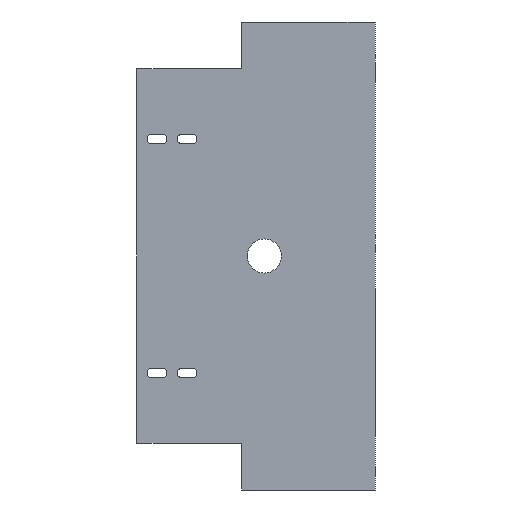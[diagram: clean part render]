
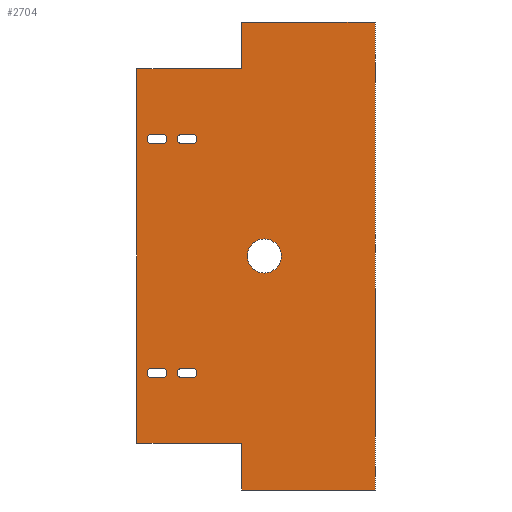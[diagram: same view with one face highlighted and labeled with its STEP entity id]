
A CAD part, left-side view. The second image highlights one B-rep face of the part: STEP entity #2704.
In plain terms, the highlighted planar face has unit normal (-1, 0, 0).
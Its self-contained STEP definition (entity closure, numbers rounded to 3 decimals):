
#53=FACE_BOUND('',#460,.T.);
#54=FACE_BOUND('',#461,.T.);
#55=FACE_BOUND('',#462,.T.);
#56=FACE_BOUND('',#463,.T.);
#57=FACE_BOUND('',#464,.T.);
#147=PLANE('',#2961);
#284=FACE_OUTER_BOUND('',#459,.T.);
#459=EDGE_LOOP('',(#2492,#2493,#2494,#2495,#2496,#2497,#2498,#2499));
#460=EDGE_LOOP('',(#2500,#2501,#2502,#2503));
#461=EDGE_LOOP('',(#2504,#2505,#2506,#2507));
#462=EDGE_LOOP('',(#2508,#2509,#2510,#2511));
#463=EDGE_LOOP('',(#2512,#2513,#2514,#2515));
#464=EDGE_LOOP('',(#2516));
#501=LINE('',#3827,#777);
#507=LINE('',#3841,#783);
#520=LINE('',#3869,#796);
#605=LINE('',#4135,#881);
#607=LINE('',#4139,#883);
#645=LINE('',#4254,#921);
#696=LINE('',#4391,#972);
#700=LINE('',#4401,#976);
#706=LINE('',#4415,#982);
#710=LINE('',#4425,#986);
#716=LINE('',#4439,#992);
#720=LINE('',#4449,#996);
#726=LINE('',#4463,#1002);
#730=LINE('',#4473,#1006);
#739=LINE('',#4494,#1015);
#740=LINE('',#4496,#1016);
#777=VECTOR('',#3056,10.);
#783=VECTOR('',#3066,10.);
#796=VECTOR('',#3083,10.);
#881=VECTOR('',#3312,10.);
#883=VECTOR('',#3316,10.);
#921=VECTOR('',#3432,10.);
#972=VECTOR('',#3585,10.);
#976=VECTOR('',#3599,10.);
#982=VECTOR('',#3615,10.);
#986=VECTOR('',#3629,10.);
#992=VECTOR('',#3645,10.);
#996=VECTOR('',#3659,10.);
#1002=VECTOR('',#3675,10.);
#1006=VECTOR('',#3689,10.);
#1015=VECTOR('',#3720,10.);
#1016=VECTOR('',#3723,10.);
#1110=CIRCLE('',#2911,1.786);
#1111=CIRCLE('',#2917,1.786);
#1112=CIRCLE('',#2921,1.786);
#1113=CIRCLE('',#2927,1.786);
#1114=CIRCLE('',#2931,1.786);
#1115=CIRCLE('',#2937,1.786);
#1116=CIRCLE('',#2941,1.786);
#1117=CIRCLE('',#2947,1.786);
#1118=CIRCLE('',#2958,6.477);
#1153=VERTEX_POINT('',#3824);
#1154=VERTEX_POINT('',#3826);
#1159=VERTEX_POINT('',#3839);
#1160=VERTEX_POINT('',#3840);
#1172=VERTEX_POINT('',#3866);
#1173=VERTEX_POINT('',#3868);
#1282=VERTEX_POINT('',#4133);
#1283=VERTEX_POINT('',#4137);
#1354=VERTEX_POINT('',#4382);
#1355=VERTEX_POINT('',#4384);
#1356=VERTEX_POINT('',#4390);
#1357=VERTEX_POINT('',#4397);
#1358=VERTEX_POINT('',#4406);
#1359=VERTEX_POINT('',#4408);
#1360=VERTEX_POINT('',#4414);
#1361=VERTEX_POINT('',#4421);
#1362=VERTEX_POINT('',#4430);
#1363=VERTEX_POINT('',#4432);
#1364=VERTEX_POINT('',#4438);
#1365=VERTEX_POINT('',#4445);
#1366=VERTEX_POINT('',#4454);
#1367=VERTEX_POINT('',#4456);
#1368=VERTEX_POINT('',#4462);
#1369=VERTEX_POINT('',#4469);
#1370=VERTEX_POINT('',#4490);
#1419=EDGE_CURVE('',#1154,#1153,#501,.T.);
#1425=EDGE_CURVE('',#1159,#1160,#507,.T.);
#1438=EDGE_CURVE('',#1172,#1173,#520,.T.);
#1572=EDGE_CURVE('',#1160,#1282,#605,.T.);
#1574=EDGE_CURVE('',#1283,#1282,#607,.T.);
#1632=EDGE_CURVE('',#1172,#1154,#645,.T.);
#1697=EDGE_CURVE('',#1355,#1354,#1110,.T.);
#1700=EDGE_CURVE('',#1356,#1355,#696,.T.);
#1703=EDGE_CURVE('',#1357,#1356,#1111,.T.);
#1705=EDGE_CURVE('',#1354,#1357,#700,.T.);
#1709=EDGE_CURVE('',#1359,#1358,#1112,.T.);
#1712=EDGE_CURVE('',#1360,#1359,#706,.T.);
#1715=EDGE_CURVE('',#1361,#1360,#1113,.T.);
#1717=EDGE_CURVE('',#1358,#1361,#710,.T.);
#1721=EDGE_CURVE('',#1363,#1362,#1114,.T.);
#1724=EDGE_CURVE('',#1364,#1363,#716,.T.);
#1727=EDGE_CURVE('',#1365,#1364,#1115,.T.);
#1729=EDGE_CURVE('',#1362,#1365,#720,.T.);
#1733=EDGE_CURVE('',#1367,#1366,#1116,.T.);
#1736=EDGE_CURVE('',#1368,#1367,#726,.T.);
#1739=EDGE_CURVE('',#1369,#1368,#1117,.T.);
#1741=EDGE_CURVE('',#1366,#1369,#730,.T.);
#1750=EDGE_CURVE('',#1370,#1370,#1118,.T.);
#1751=EDGE_CURVE('',#1159,#1153,#739,.T.);
#1752=EDGE_CURVE('',#1283,#1173,#740,.T.);
#2492=ORIENTED_EDGE('',*,*,#1419,.T.);
#2493=ORIENTED_EDGE('',*,*,#1751,.F.);
#2494=ORIENTED_EDGE('',*,*,#1425,.T.);
#2495=ORIENTED_EDGE('',*,*,#1572,.T.);
#2496=ORIENTED_EDGE('',*,*,#1574,.F.);
#2497=ORIENTED_EDGE('',*,*,#1752,.T.);
#2498=ORIENTED_EDGE('',*,*,#1438,.F.);
#2499=ORIENTED_EDGE('',*,*,#1632,.T.);
#2500=ORIENTED_EDGE('',*,*,#1703,.T.);
#2501=ORIENTED_EDGE('',*,*,#1700,.T.);
#2502=ORIENTED_EDGE('',*,*,#1697,.T.);
#2503=ORIENTED_EDGE('',*,*,#1705,.T.);
#2504=ORIENTED_EDGE('',*,*,#1715,.T.);
#2505=ORIENTED_EDGE('',*,*,#1712,.T.);
#2506=ORIENTED_EDGE('',*,*,#1709,.T.);
#2507=ORIENTED_EDGE('',*,*,#1717,.T.);
#2508=ORIENTED_EDGE('',*,*,#1727,.T.);
#2509=ORIENTED_EDGE('',*,*,#1724,.T.);
#2510=ORIENTED_EDGE('',*,*,#1721,.T.);
#2511=ORIENTED_EDGE('',*,*,#1729,.T.);
#2512=ORIENTED_EDGE('',*,*,#1739,.T.);
#2513=ORIENTED_EDGE('',*,*,#1736,.T.);
#2514=ORIENTED_EDGE('',*,*,#1733,.T.);
#2515=ORIENTED_EDGE('',*,*,#1741,.T.);
#2516=ORIENTED_EDGE('',*,*,#1750,.T.);
#2704=ADVANCED_FACE('',(#284,#53,#54,#55,#56,#57),#147,.T.);
#2911=AXIS2_PLACEMENT_3D('',#4385,#3577,#3578);
#2917=AXIS2_PLACEMENT_3D('',#4398,#3594,#3595);
#2921=AXIS2_PLACEMENT_3D('',#4409,#3607,#3608);
#2927=AXIS2_PLACEMENT_3D('',#4422,#3624,#3625);
#2931=AXIS2_PLACEMENT_3D('',#4433,#3637,#3638);
#2937=AXIS2_PLACEMENT_3D('',#4446,#3654,#3655);
#2941=AXIS2_PLACEMENT_3D('',#4457,#3667,#3668);
#2947=AXIS2_PLACEMENT_3D('',#4470,#3684,#3685);
#2958=AXIS2_PLACEMENT_3D('',#4492,#3716,#3717);
#2961=AXIS2_PLACEMENT_3D('',#4497,#3724,#3725);
#3056=DIRECTION('',(0.,1.,0.));
#3066=DIRECTION('',(0.,-1.,0.));
#3083=DIRECTION('',(0.,-1.,0.));
#3312=DIRECTION('',(0.,0.,-1.));
#3316=DIRECTION('',(0.,1.,0.));
#3432=DIRECTION('',(0.,0.,-1.));
#3577=DIRECTION('center_axis',(1.,0.,0.));
#3578=DIRECTION('ref_axis',(0.,0.,-1.));
#3585=DIRECTION('',(0.,-1.,0.));
#3594=DIRECTION('center_axis',(1.,0.,0.));
#3595=DIRECTION('ref_axis',(0.,0.,1.));
#3599=DIRECTION('',(0.,1.,0.));
#3607=DIRECTION('center_axis',(1.,0.,0.));
#3608=DIRECTION('ref_axis',(0.,0.,-1.));
#3615=DIRECTION('',(0.,1.,0.));
#3624=DIRECTION('center_axis',(1.,0.,0.));
#3625=DIRECTION('ref_axis',(0.,0.,1.));
#3629=DIRECTION('',(0.,-1.,0.));
#3637=DIRECTION('center_axis',(1.,0.,0.));
#3638=DIRECTION('ref_axis',(0.,0.,-1.));
#3645=DIRECTION('',(0.,-1.,0.));
#3654=DIRECTION('center_axis',(1.,0.,0.));
#3655=DIRECTION('ref_axis',(0.,0.,1.));
#3659=DIRECTION('',(0.,1.,0.));
#3667=DIRECTION('center_axis',(1.,0.,0.));
#3668=DIRECTION('ref_axis',(0.,0.,-1.));
#3675=DIRECTION('',(0.,-1.,0.));
#3684=DIRECTION('center_axis',(1.,0.,0.));
#3685=DIRECTION('ref_axis',(0.,0.,1.));
#3689=DIRECTION('',(0.,1.,0.));
#3716=DIRECTION('center_axis',(1.,0.,0.));
#3717=DIRECTION('ref_axis',(0.,0.,1.));
#3720=DIRECTION('',(0.,0.,1.));
#3723=DIRECTION('',(0.,0.,1.));
#3724=DIRECTION('center_axis',(-1.,0.,0.));
#3725=DIRECTION('ref_axis',(0.,-1.,0.));
#3824=CARTESIAN_POINT('',(0.,90.5,160.02));
#3826=CARTESIAN_POINT('',(0.,50.724,160.02));
#3827=CARTESIAN_POINT('',(0.,96.012,160.02));
#3839=CARTESIAN_POINT('',(0.,90.5,17.78));
#3840=CARTESIAN_POINT('',(0.,50.724,17.78));
#3841=CARTESIAN_POINT('',(0.,70.612,17.78));
#3866=CARTESIAN_POINT('',(0.,50.724,177.8));
#3868=CARTESIAN_POINT('',(0.,0.,177.8));
#3869=CARTESIAN_POINT('',(0.,0.,177.8));
#4133=CARTESIAN_POINT('',(0.,50.724,0.));
#4135=CARTESIAN_POINT('',(0.,50.724,0.));
#4137=CARTESIAN_POINT('',(0.,0.,0.));
#4139=CARTESIAN_POINT('',(0.,0.,0.));
#4254=CARTESIAN_POINT('',(0.,50.724,80.01));
#4382=CARTESIAN_POINT('',(0.,69.535,131.564));
#4384=CARTESIAN_POINT('',(0.,69.535,135.136));
#4385=CARTESIAN_POINT('Origin',(0.,69.535,133.35));
#4390=CARTESIAN_POINT('',(0.,73.355,135.136));
#4391=CARTESIAN_POINT('',(0.,80.018,135.136));
#4397=CARTESIAN_POINT('',(0.,73.355,131.564));
#4398=CARTESIAN_POINT('Origin',(0.,73.355,133.35));
#4401=CARTESIAN_POINT('',(0.,81.928,131.564));
#4406=CARTESIAN_POINT('',(0.,84.785,135.136));
#4408=CARTESIAN_POINT('',(0.,84.785,131.564));
#4409=CARTESIAN_POINT('Origin',(0.,84.785,133.35));
#4414=CARTESIAN_POINT('',(0.,80.965,131.564));
#4415=CARTESIAN_POINT('',(0.,87.643,131.564));
#4421=CARTESIAN_POINT('',(0.,80.965,135.136));
#4422=CARTESIAN_POINT('Origin',(0.,80.965,133.35));
#4425=CARTESIAN_POINT('',(0.,85.733,135.136));
#4430=CARTESIAN_POINT('',(0.,80.965,42.664));
#4432=CARTESIAN_POINT('',(0.,80.965,46.236));
#4433=CARTESIAN_POINT('Origin',(0.,80.965,44.45));
#4438=CARTESIAN_POINT('',(0.,84.785,46.236));
#4439=CARTESIAN_POINT('',(0.,85.733,46.236));
#4445=CARTESIAN_POINT('',(0.,84.785,42.664));
#4446=CARTESIAN_POINT('Origin',(0.,84.785,44.45));
#4449=CARTESIAN_POINT('',(0.,87.643,42.664));
#4454=CARTESIAN_POINT('',(0.,69.535,42.664));
#4456=CARTESIAN_POINT('',(0.,69.535,46.236));
#4457=CARTESIAN_POINT('Origin',(0.,69.535,44.45));
#4462=CARTESIAN_POINT('',(0.,73.355,46.236));
#4463=CARTESIAN_POINT('',(0.,80.018,46.236));
#4469=CARTESIAN_POINT('',(0.,73.355,42.664));
#4470=CARTESIAN_POINT('Origin',(0.,73.355,44.45));
#4473=CARTESIAN_POINT('',(0.,81.928,42.664));
#4490=CARTESIAN_POINT('',(0.,42.113,82.423));
#4492=CARTESIAN_POINT('Origin',(0.,42.113,88.9));
#4494=CARTESIAN_POINT('',(0.,90.5,0.));
#4496=CARTESIAN_POINT('',(0.,0.,0.));
#4497=CARTESIAN_POINT('Origin',(0.,90.5,0.));
